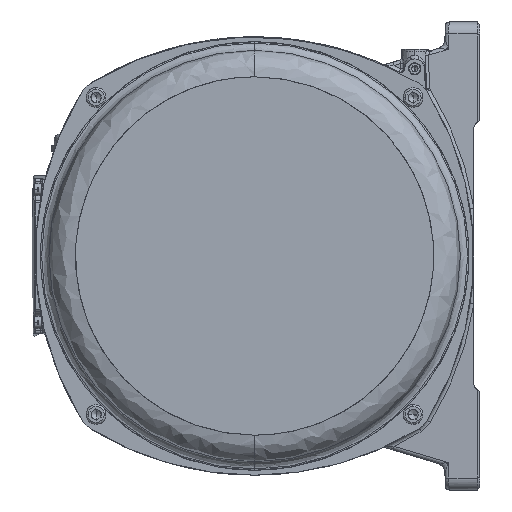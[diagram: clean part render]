
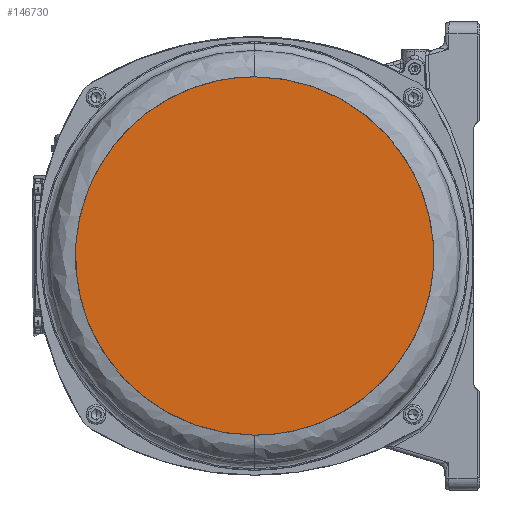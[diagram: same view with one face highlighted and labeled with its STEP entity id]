
A CAD part, left-side view. The second image highlights one B-rep face of the part: STEP entity #146730.
In plain terms, the highlighted planar face has unit normal (-1, 0, 0).
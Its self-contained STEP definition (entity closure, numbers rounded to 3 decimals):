
#3395 = CARTESIAN_POINT ( 'NONE',  ( -331., -145.5, 0. ) ) ;
#17692 = PLANE ( 'NONE',  #93508 ) ;
#18736 = EDGE_LOOP ( 'NONE', ( #146795, #33528 ) ) ;
#31915 = DIRECTION ( 'NONE',  ( 0., 0., 1. ) ) ;
#33528 = ORIENTED_EDGE ( 'NONE', *, *, #165722, .F. ) ;
#47663 = VERTEX_POINT ( 'NONE', #157964 ) ;
#56987 =( BOUNDED_CURVE ( )  B_SPLINE_CURVE ( 3, ( #189321, #130562, #162897, #105355 ),
 .UNSPECIFIED., .F., .T. ) 
 B_SPLINE_CURVE_WITH_KNOTS ( ( 4, 4 ),
 ( 0., 0.5 ),
 .UNSPECIFIED. ) 
 CURVE ( )  GEOMETRIC_REPRESENTATION_ITEM ( )  RATIONAL_B_SPLINE_CURVE ( ( 1., 0.333, 0.333, 1. ) ) 
 REPRESENTATION_ITEM ( '' )  );
#67917 =( BOUNDED_CURVE ( )  B_SPLINE_CURVE ( 3, ( #121154, #90918, #76698, #180054 ),
 .UNSPECIFIED., .F., .F. ) 
 B_SPLINE_CURVE_WITH_KNOTS ( ( 4, 4 ),
 ( 0.5, 1. ),
 .UNSPECIFIED. ) 
 CURVE ( )  GEOMETRIC_REPRESENTATION_ITEM ( )  RATIONAL_B_SPLINE_CURVE ( ( 1., 0.333, 0.333, 1. ) ) 
 REPRESENTATION_ITEM ( '' )  );
#76698 = CARTESIAN_POINT ( 'NONE',  ( -331., -291., -145.5 ) ) ;
#90918 = CARTESIAN_POINT ( 'NONE',  ( -331., -291., 145.5 ) ) ;
#93508 = AXIS2_PLACEMENT_3D ( 'NONE', #3395, #179197, #31915 ) ;
#100371 = CARTESIAN_POINT ( 'NONE',  ( -331., 0., -145.5 ) ) ;
#105355 = CARTESIAN_POINT ( 'NONE',  ( -331., 0., 145.5 ) ) ;
#107305 = FACE_OUTER_BOUND ( 'NONE', #18736, .T. ) ;
#119130 = EDGE_CURVE ( 'NONE', #178703, #47663, #56987, .T. ) ;
#121154 = CARTESIAN_POINT ( 'NONE',  ( -331., 0., 145.5 ) ) ;
#130562 = CARTESIAN_POINT ( 'NONE',  ( -331., 291., -145.5 ) ) ;
#146730 = ADVANCED_FACE ( 'NONE', ( #107305 ), #17692, .T. ) ;
#146795 = ORIENTED_EDGE ( 'NONE', *, *, #119130, .F. ) ;
#157964 = CARTESIAN_POINT ( 'NONE',  ( -331., 0., 145.5 ) ) ;
#162897 = CARTESIAN_POINT ( 'NONE',  ( -331., 291., 145.5 ) ) ;
#165722 = EDGE_CURVE ( 'NONE', #47663, #178703, #67917, .T. ) ;
#178703 = VERTEX_POINT ( 'NONE', #100371 ) ;
#179197 = DIRECTION ( 'NONE',  ( -1., 0., 0. ) ) ;
#180054 = CARTESIAN_POINT ( 'NONE',  ( -331., 0., -145.5 ) ) ;
#189321 = CARTESIAN_POINT ( 'NONE',  ( -331., 0., -145.5 ) ) ;
